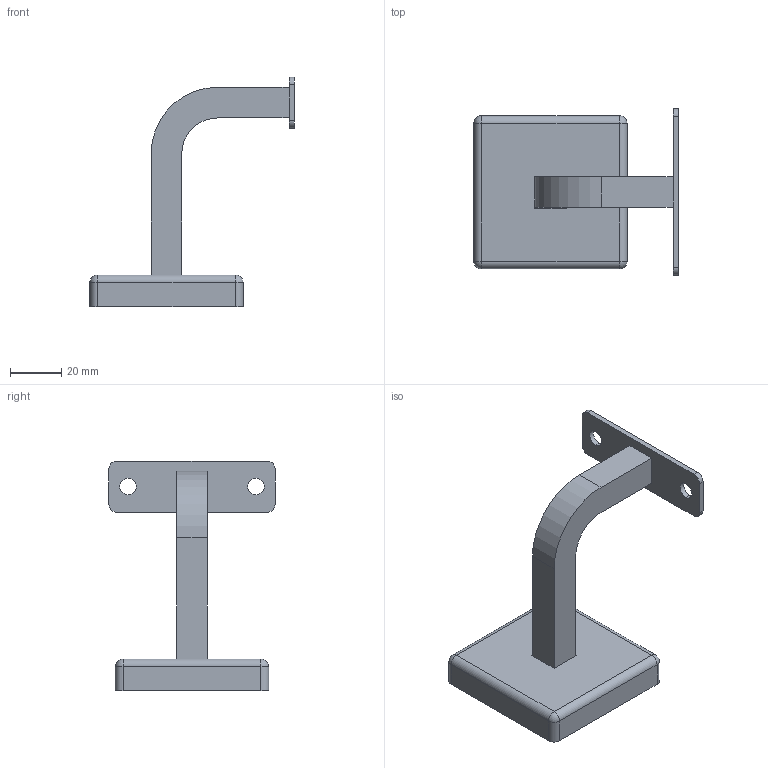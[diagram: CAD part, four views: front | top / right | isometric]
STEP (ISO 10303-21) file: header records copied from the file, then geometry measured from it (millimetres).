
FILE_DESCRIPTION((''),'2;1');
FILE_NAME('2965','2022-03-19T14:51:12',('Gogel'),('Gerresheimer Regensburg GmbH'),'CREO PARAMETRIC BY PTC INC, 2018420','CREO PARAMETRIC BY PTC INC, 2018420','');
FILE_SCHEMA(('AUTOMOTIVE_DESIGN { 1 0 10303 214 1 1 1 1 }'));
Length unit declared in the file: millimetre
Products named in the file (1): 2965
Bounding box: 80 x 65 x 90 mm (x, y, z)
Volume: 27696.3 mm3; surface area: 25764 mm2
Topology: 2 solids, 2 shells, 107 faces, 271 edges, 172 vertices
Faces by surface type: plane 57, cylinder 42, sphere 8
Entity records: 3624 total; most frequent: DIRECTION 614, CARTESIAN_POINT 577, ORIENTED_EDGE 536, EDGE_CURVE 268, AXIS2_PLACEMENT_3D 208, VECTOR 195, LINE 195, VERTEX_POINT 168
